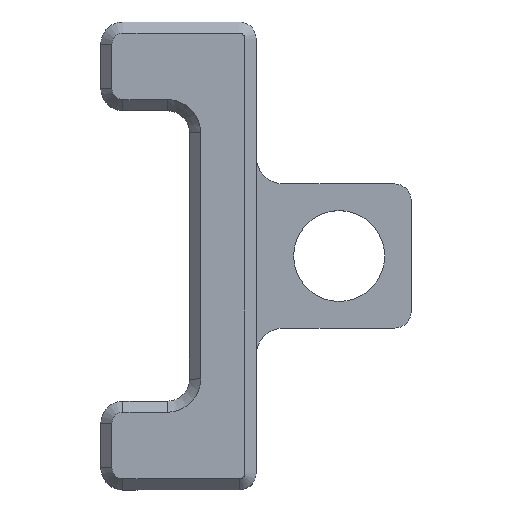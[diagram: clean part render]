
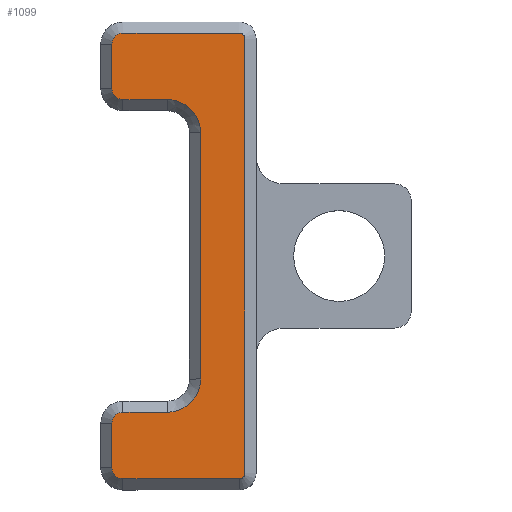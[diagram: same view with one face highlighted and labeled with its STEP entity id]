
A CAD part, top view. The second image highlights one B-rep face of the part: STEP entity #1099.
In plain terms, the highlighted planar face has unit normal (0, 0, 1).
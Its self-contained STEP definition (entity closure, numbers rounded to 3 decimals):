
#62=CIRCLE('',#1191,0.5);
#64=CIRCLE('',#1195,1.5);
#66=CIRCLE('',#1199,1.5);
#67=CIRCLE('',#1202,0.5);
#68=CIRCLE('',#1205,0.5);
#69=CIRCLE('',#1208,0.25);
#70=CIRCLE('',#1211,0.25);
#73=CIRCLE('',#1216,0.5);
#156=FACE_OUTER_BOUND('',#224,.T.);
#224=EDGE_LOOP('',(#960,#961,#962,#963,#964,#965,#966,#967,#968,#969,#970,
#971,#972,#973,#974,#975));
#303=LINE('',#1778,#412);
#308=LINE('',#1792,#417);
#312=LINE('',#1804,#421);
#316=LINE('',#1815,#425);
#320=LINE('',#1824,#429);
#323=LINE('',#1832,#432);
#326=LINE('',#1840,#435);
#329=LINE('',#1851,#438);
#412=VECTOR('',#1444,10.);
#417=VECTOR('',#1457,10.);
#421=VECTOR('',#1469,10.);
#425=VECTOR('',#1481,10.);
#429=VECTOR('',#1491,10.);
#432=VECTOR('',#1500,10.);
#435=VECTOR('',#1509,10.);
#438=VECTOR('',#1520,10.);
#515=VERTEX_POINT('',#1775);
#516=VERTEX_POINT('',#1777);
#519=VERTEX_POINT('',#1785);
#521=VERTEX_POINT('',#1790);
#523=VERTEX_POINT('',#1797);
#525=VERTEX_POINT('',#1802);
#527=VERTEX_POINT('',#1809);
#528=VERTEX_POINT('',#1813);
#529=VERTEX_POINT('',#1818);
#530=VERTEX_POINT('',#1822);
#531=VERTEX_POINT('',#1826);
#532=VERTEX_POINT('',#1830);
#533=VERTEX_POINT('',#1834);
#534=VERTEX_POINT('',#1838);
#536=VERTEX_POINT('',#1843);
#538=VERTEX_POINT('',#1849);
#642=EDGE_CURVE('',#515,#516,#303,.T.);
#647=EDGE_CURVE('',#519,#515,#62,.T.);
#649=EDGE_CURVE('',#521,#519,#308,.T.);
#653=EDGE_CURVE('',#523,#521,#64,.T.);
#655=EDGE_CURVE('',#525,#523,#312,.T.);
#659=EDGE_CURVE('',#527,#525,#66,.T.);
#661=EDGE_CURVE('',#528,#527,#316,.T.);
#664=EDGE_CURVE('',#529,#528,#67,.T.);
#666=EDGE_CURVE('',#530,#529,#320,.T.);
#668=EDGE_CURVE('',#531,#530,#68,.T.);
#670=EDGE_CURVE('',#532,#531,#323,.T.);
#672=EDGE_CURVE('',#533,#532,#69,.T.);
#674=EDGE_CURVE('',#534,#533,#326,.T.);
#676=EDGE_CURVE('',#536,#534,#70,.T.);
#679=EDGE_CURVE('',#538,#536,#329,.T.);
#682=EDGE_CURVE('',#516,#538,#73,.T.);
#960=ORIENTED_EDGE('',*,*,#642,.F.);
#961=ORIENTED_EDGE('',*,*,#647,.F.);
#962=ORIENTED_EDGE('',*,*,#649,.F.);
#963=ORIENTED_EDGE('',*,*,#653,.F.);
#964=ORIENTED_EDGE('',*,*,#655,.F.);
#965=ORIENTED_EDGE('',*,*,#659,.F.);
#966=ORIENTED_EDGE('',*,*,#661,.F.);
#967=ORIENTED_EDGE('',*,*,#664,.F.);
#968=ORIENTED_EDGE('',*,*,#666,.F.);
#969=ORIENTED_EDGE('',*,*,#668,.F.);
#970=ORIENTED_EDGE('',*,*,#670,.F.);
#971=ORIENTED_EDGE('',*,*,#672,.F.);
#972=ORIENTED_EDGE('',*,*,#674,.F.);
#973=ORIENTED_EDGE('',*,*,#676,.F.);
#974=ORIENTED_EDGE('',*,*,#679,.F.);
#975=ORIENTED_EDGE('',*,*,#682,.F.);
#1036=PLANE('',#1224);
#1099=ADVANCED_FACE('',(#156),#1036,.F.);
#1191=AXIS2_PLACEMENT_3D('',#1787,#1452,#1453);
#1195=AXIS2_PLACEMENT_3D('',#1799,#1464,#1465);
#1199=AXIS2_PLACEMENT_3D('',#1811,#1476,#1477);
#1202=AXIS2_PLACEMENT_3D('',#1820,#1486,#1487);
#1205=AXIS2_PLACEMENT_3D('',#1828,#1495,#1496);
#1208=AXIS2_PLACEMENT_3D('',#1836,#1504,#1505);
#1211=AXIS2_PLACEMENT_3D('',#1845,#1513,#1514);
#1216=AXIS2_PLACEMENT_3D('',#1855,#1526,#1527);
#1224=AXIS2_PLACEMENT_3D('',#1870,#1549,#1550);
#1444=DIRECTION('',(0.,1.,0.));
#1452=DIRECTION('center_axis',(0.,0.,-1.));
#1453=DIRECTION('ref_axis',(-0.707,-0.707,0.));
#1457=DIRECTION('',(-1.,0.,0.));
#1464=DIRECTION('center_axis',(0.,0.,1.));
#1465=DIRECTION('ref_axis',(0.707,0.707,0.));
#1469=DIRECTION('',(0.,1.,0.));
#1476=DIRECTION('center_axis',(0.,0.,1.));
#1477=DIRECTION('ref_axis',(0.707,-0.707,0.));
#1481=DIRECTION('',(1.,0.,0.));
#1486=DIRECTION('center_axis',(0.,0.,-1.));
#1487=DIRECTION('ref_axis',(-0.707,0.707,0.));
#1491=DIRECTION('',(0.,1.,0.));
#1495=DIRECTION('center_axis',(0.,0.,-1.));
#1496=DIRECTION('ref_axis',(-0.707,-0.707,0.));
#1500=DIRECTION('',(-1.,0.,0.));
#1504=DIRECTION('center_axis',(0.,0.,-1.));
#1505=DIRECTION('ref_axis',(1.,0.,0.));
#1509=DIRECTION('',(0.,-1.,0.));
#1513=DIRECTION('center_axis',(0.,0.,-1.));
#1514=DIRECTION('ref_axis',(0.,1.,0.));
#1520=DIRECTION('',(1.,0.,0.));
#1526=DIRECTION('center_axis',(0.,0.,-1.));
#1527=DIRECTION('ref_axis',(-0.707,0.707,0.));
#1549=DIRECTION('center_axis',(0.,0.,-1.));
#1550=DIRECTION('ref_axis',(1.,0.,0.));
#1775=CARTESIAN_POINT('',(358.4,21.605,5.));
#1777=CARTESIAN_POINT('',(358.4,23.605,5.));
#1778=CARTESIAN_POINT('',(358.4,17.33,5.));
#1785=CARTESIAN_POINT('',(358.9,21.105,5.));
#1787=CARTESIAN_POINT('Origin',(358.9,21.605,5.));
#1790=CARTESIAN_POINT('',(360.9,21.105,5.));
#1792=CARTESIAN_POINT('',(361.65,21.105,5.));
#1797=CARTESIAN_POINT('',(362.4,19.605,5.));
#1799=CARTESIAN_POINT('Origin',(360.9,19.605,5.));
#1802=CARTESIAN_POINT('',(362.4,8.505,5.));
#1804=CARTESIAN_POINT('',(362.4,10.78,5.));
#1809=CARTESIAN_POINT('',(360.9,7.005,5.));
#1811=CARTESIAN_POINT('Origin',(360.9,8.505,5.));
#1813=CARTESIAN_POINT('',(358.9,7.005,5.));
#1815=CARTESIAN_POINT('',(359.65,7.005,5.));
#1818=CARTESIAN_POINT('',(358.4,6.505,5.));
#1820=CARTESIAN_POINT('Origin',(358.9,6.505,5.));
#1822=CARTESIAN_POINT('',(358.4,4.505,5.));
#1824=CARTESIAN_POINT('',(358.4,8.78,5.));
#1826=CARTESIAN_POINT('',(358.9,4.005,5.));
#1828=CARTESIAN_POINT('Origin',(358.9,4.505,5.));
#1830=CARTESIAN_POINT('',(364.15,4.005,5.));
#1832=CARTESIAN_POINT('',(362.775,4.005,5.));
#1834=CARTESIAN_POINT('',(364.4,4.255,5.));
#1836=CARTESIAN_POINT('Origin',(364.15,4.255,5.));
#1838=CARTESIAN_POINT('',(364.4,23.855,5.));
#1840=CARTESIAN_POINT('',(364.4,11.805,5.));
#1843=CARTESIAN_POINT('',(364.15,24.105,5.));
#1845=CARTESIAN_POINT('Origin',(364.15,23.855,5.));
#1849=CARTESIAN_POINT('',(358.9,24.105,5.));
#1851=CARTESIAN_POINT('',(359.65,24.105,5.));
#1855=CARTESIAN_POINT('Origin',(358.9,23.605,5.));
#1870=CARTESIAN_POINT('Origin',(361.4,14.055,5.));
